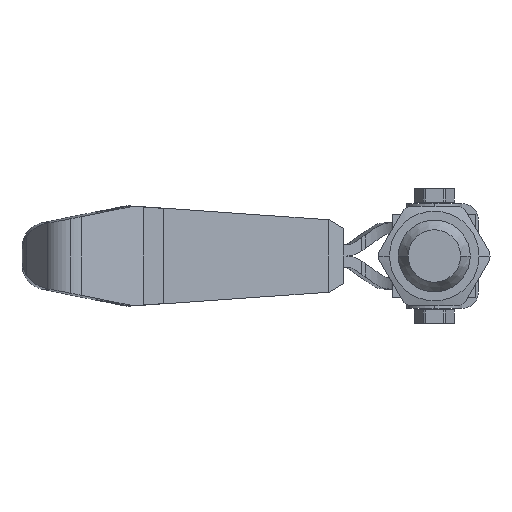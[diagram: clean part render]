
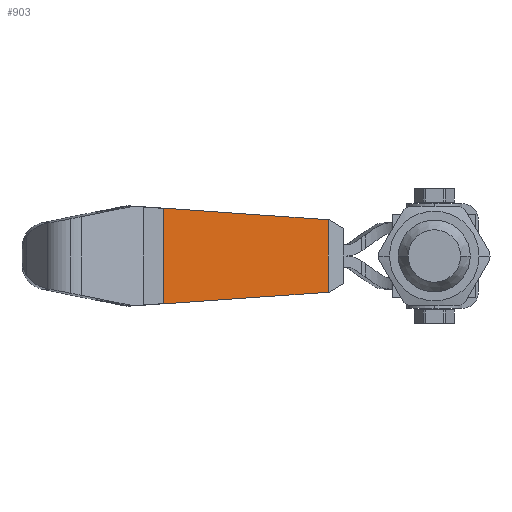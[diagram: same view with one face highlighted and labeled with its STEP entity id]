
A CAD part, left-side view. The second image highlights one B-rep face of the part: STEP entity #903.
In plain terms, the highlighted planar face has unit normal (-0.992, -0.124, 0).
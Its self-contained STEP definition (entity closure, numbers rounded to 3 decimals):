
#903=ADVANCED_FACE('NONE',(#1891),#1892,.F.);
#1891=FACE_OUTER_BOUND('',#3201,.T.);
#1892=PLANE('',#3202);
#3201=EDGE_LOOP('',(#5845,#5846,#5847,#5848));
#3202=AXIS2_PLACEMENT_3D('',#5849,#5850,#5851);
#5845=ORIENTED_EDGE('',*,*,#7372,.T.);
#5846=ORIENTED_EDGE('',*,*,#7448,.T.);
#5847=ORIENTED_EDGE('',*,*,#7389,.T.);
#5848=ORIENTED_EDGE('',*,*,#7450,.F.);
#5849=CARTESIAN_POINT('',(53.482,38.433,-20.0));
#5850=DIRECTION('',(0.992,0.124,0.0));
#5851=DIRECTION('',(0.0,0.0,-1.0));
#7372=EDGE_CURVE('NONE',#9025,#9023,#9026,.T.);
#7389=EDGE_CURVE('NONE',#9052,#9050,#9053,.T.);
#7448=EDGE_CURVE('NONE',#9023,#9052,#9136,.T.);
#7450=EDGE_CURVE('NONE',#9025,#9050,#9138,.T.);
#9023=VERTEX_POINT('NONE',#12162);
#9025=VERTEX_POINT('NONE',#12165);
#9026=LINE('',#12166,#12167);
#9050=VERTEX_POINT('NONE',#12222);
#9052=VERTEX_POINT('NONE',#12225);
#9053=LINE('',#12226,#12227);
#9136=LINE('',#12450,#12451);
#9138=LINE('',#12453,#12454);
#12162=CARTESIAN_POINT('',(46.058,98.033,17.323));
#12165=CARTESIAN_POINT('',(53.482,38.433,13.126));
#12166=CARTESIAN_POINT('',(53.482,38.433,13.126));
#12167=VECTOR('',#13982,1000.0);
#12222=CARTESIAN_POINT('',(53.482,38.433,-13.126));
#12225=CARTESIAN_POINT('',(46.058,98.033,-17.323));
#12226=CARTESIAN_POINT('',(46.058,98.033,-17.323));
#12227=VECTOR('',#13995,1000.0);
#12450=CARTESIAN_POINT('',(46.058,98.033,-20.0));
#12451=VECTOR('',#14026,1000.0);
#12453=CARTESIAN_POINT('',(53.482,38.433,-20.0));
#12454=VECTOR('',#14027,1000.0);
#13982=DIRECTION('',(-0.123,0.99,0.07));
#13995=DIRECTION('',(0.123,-0.99,0.07));
#14026=DIRECTION('',(0.0,-0.0,-1.0));
#14027=DIRECTION('',(-0.0,0.0,-1.0));
